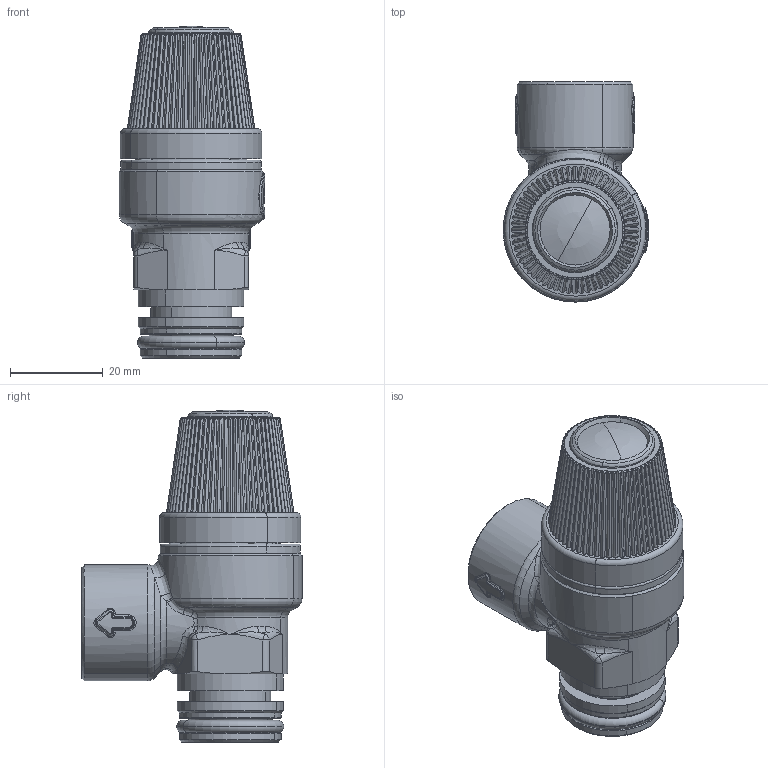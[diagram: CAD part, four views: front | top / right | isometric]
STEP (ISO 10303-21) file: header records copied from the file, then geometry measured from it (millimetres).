
FILE_DESCRIPTION(('CATIA V5 STEP Exchange'),'2;1');
FILE_NAME('STEP_F49562_-_TST.stp','2019-04-18T06:43:34+00:00',('none'),('none'),'CATIA Version 5-6 Release 2016 SP4','CATIA V5 STEP AP203','none');
FILE_SCHEMA(('CONFIG_CONTROL_DESIGN'));
Length unit declared in the file: millimetre
Products named in the file (1): F49562 - TST
Bounding box: 31.4 x 47.5 x 71.6 mm (x, y, z)
Volume: 45709.9 mm3; surface area: 11481.4 mm2
Topology: 2 solids, 3 shells, 628 faces, 1617 edges, 970 vertices
Faces by surface type: bspline 357, torus 104, cylinder 73, plane 38, cone 29, sphere 27
Entity records: 36030 total; most frequent: CARTESIAN_POINT 24919, ORIENTED_EDGE 3156, EDGE_CURVE 1578, B_SPLINE_CURVE_WITH_KNOTS 1136, VERTEX_POINT 970, DIRECTION 752, EDGE_LOOP 644, ADVANCED_FACE 628
